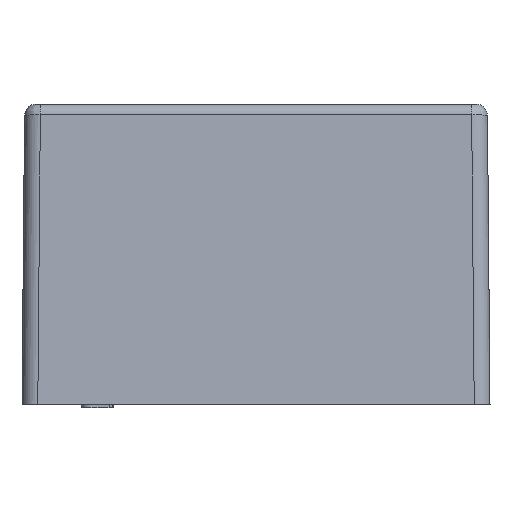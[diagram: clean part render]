
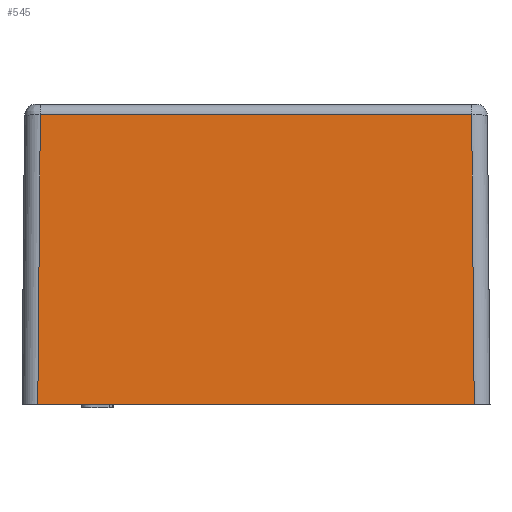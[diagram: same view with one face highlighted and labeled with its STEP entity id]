
A CAD part, left-side view. The second image highlights one B-rep face of the part: STEP entity #545.
In plain terms, the highlighted planar face has unit normal (-0.999, 0, 0.052).
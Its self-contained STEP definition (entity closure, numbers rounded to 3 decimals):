
#337=FACE_OUTER_BOUND('',#1418,.T.);
#545=ADVANCED_FACE('',(#337),#750,.F.);
#750=PLANE('',#3735);
#925=LINE('',#5289,#1147);
#978=LINE('',#5651,#1200);
#979=LINE('',#5653,#1201);
#980=LINE('',#5655,#1202);
#1147=VECTOR('',#4056,1.);
#1200=VECTOR('',#4179,1.);
#1201=VECTOR('',#4180,1.);
#1202=VECTOR('',#4181,1.);
#1418=EDGE_LOOP('',(#1797,#1798,#1799,#1800));
#1797=ORIENTED_EDGE('',*,*,#3174,.T.);
#1798=ORIENTED_EDGE('',*,*,#3175,.T.);
#1799=ORIENTED_EDGE('',*,*,#3176,.T.);
#1800=ORIENTED_EDGE('',*,*,#3070,.T.);
#2742=VERTEX_POINT('',#5288);
#2743=VERTEX_POINT('',#5290);
#2835=VERTEX_POINT('',#5652);
#2836=VERTEX_POINT('',#5654);
#3070=EDGE_CURVE('',#2743,#2742,#925,.T.);
#3174=EDGE_CURVE('',#2742,#2835,#978,.T.);
#3175=EDGE_CURVE('',#2835,#2836,#979,.T.);
#3176=EDGE_CURVE('',#2836,#2743,#980,.T.);
#3735=AXIS2_PLACEMENT_3D('',#5656,#4182,#4183);
#4056=DIRECTION('',(0.,-1.,0.));
#4179=DIRECTION('',(0.052,0.009,0.999));
#4180=DIRECTION('',(0.,1.,0.));
#4181=DIRECTION('',(-0.052,0.009,-0.999));
#4182=DIRECTION('',(0.999,0.,-0.052));
#4183=DIRECTION('',(-0.052,0.,-0.999));
#5288=CARTESIAN_POINT('',(-22.382,-9.666,-13.3));
#5289=CARTESIAN_POINT('',(-22.382,0.,-13.3));
#5290=CARTESIAN_POINT('',(-22.382,9.666,-13.3));
#5651=CARTESIAN_POINT('',(-21.676,-9.549,0.172));
#5652=CARTESIAN_POINT('',(-21.71,-9.554,-0.474));
#5653=CARTESIAN_POINT('',(-21.71,10.25,-0.474));
#5654=CARTESIAN_POINT('',(-21.71,9.554,-0.474));
#5655=CARTESIAN_POINT('',(-21.685,9.55,-0.006));
#5656=CARTESIAN_POINT('',(-21.685,10.25,0.));
